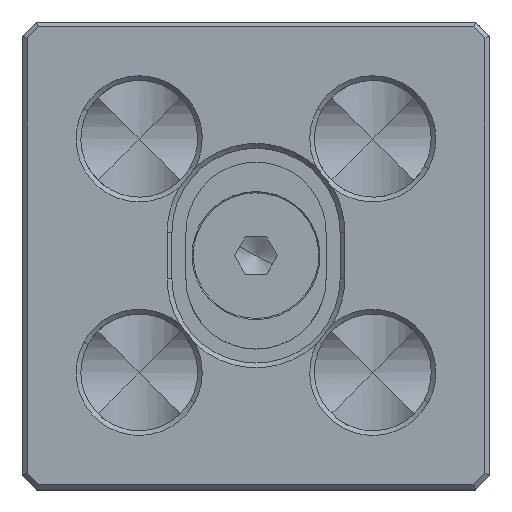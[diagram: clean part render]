
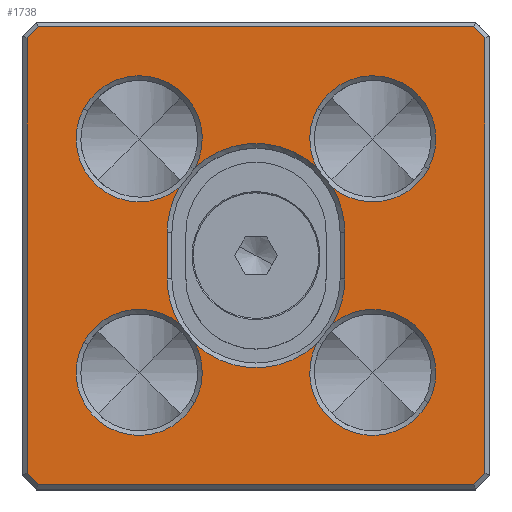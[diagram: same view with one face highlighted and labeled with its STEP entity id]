
A CAD part, top view. The second image highlights one B-rep face of the part: STEP entity #1738.
In plain terms, the highlighted planar face has unit normal (0, 0, 1).
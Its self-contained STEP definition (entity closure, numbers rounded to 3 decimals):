
#1272=AXIS2_PLACEMENT_3D('Circle Axis2P3D',#1270,#1271,$) ;
#1424=AXIS2_PLACEMENT_3D('Circle Axis2P3D',#1422,#1423,$) ;
#1443=AXIS2_PLACEMENT_3D('Circle Axis2P3D',#1441,#1442,$) ;
#1544=AXIS2_PLACEMENT_3D('Circle Axis2P3D',#1542,#1543,$) ;
#1558=AXIS2_PLACEMENT_3D('Plane Axis2P3D',#1555,#1556,#1557) ;
#1628=AXIS2_PLACEMENT_3D('Circle Axis2P3D',#1626,#1627,$) ;
#1637=AXIS2_PLACEMENT_3D('Circle Axis2P3D',#1635,#1636,$) ;
#1644=AXIS2_PLACEMENT_3D('Circle Axis2P3D',#1642,#1643,$) ;
#1651=AXIS2_PLACEMENT_3D('Circle Axis2P3D',#1649,#1650,$) ;
#1665=AXIS2_PLACEMENT_3D('Circle Axis2P3D',#1663,#1664,$) ;
#1672=AXIS2_PLACEMENT_3D('Circle Axis2P3D',#1670,#1671,$) ;
#1679=AXIS2_PLACEMENT_3D('Circle Axis2P3D',#1677,#1678,$) ;
#1686=AXIS2_PLACEMENT_3D('Circle Axis2P3D',#1684,#1685,$) ;
#1691=AXIS2_PLACEMENT_3D('Circle Axis2P3D',#1689,#1690,$) ;
#1696=AXIS2_PLACEMENT_3D('Circle Axis2P3D',#1694,#1695,$) ;
#1710=AXIS2_PLACEMENT_3D('Circle Axis2P3D',#1708,#1709,$) ;
#1715=AXIS2_PLACEMENT_3D('Circle Axis2P3D',#1713,#1714,$) ;
#1265=CARTESIAN_POINT('Vertex',(6.48,-9.447,40.)) ;
#1270=CARTESIAN_POINT('Axis2P3D Location',(12.5,-12.5,40.)) ;
#1274=CARTESIAN_POINT('Vertex',(18.424,-15.736,40.)) ;
#1417=CARTESIAN_POINT('Vertex',(8.2,7.297,40.)) ;
#1419=CARTESIAN_POINT('Vertex',(6.48,9.447,40.)) ;
#1422=CARTESIAN_POINT('Axis2P3D Location',(12.5,12.5,40.)) ;
#1426=CARTESIAN_POINT('Vertex',(18.424,9.264,40.)) ;
#1438=CARTESIAN_POINT('Vertex',(6.576,15.736,40.)) ;
#1441=CARTESIAN_POINT('Axis2P3D Location',(12.5,12.5,40.)) ;
#1534=CARTESIAN_POINT('Vertex',(8.2,-7.297,40.)) ;
#1542=CARTESIAN_POINT('Axis2P3D Location',(12.5,-12.5,40.)) ;
#1555=CARTESIAN_POINT('Axis2P3D Location',(0.,0.,40.)) ;
#1560=CARTESIAN_POINT('Line Origine',(24.5,0.,40.)) ;
#1564=CARTESIAN_POINT('Vertex',(24.5,-23.293,40.)) ;
#1566=CARTESIAN_POINT('Vertex',(24.5,23.293,40.)) ;
#1569=CARTESIAN_POINT('Line Origine',(23.896,23.896,40.)) ;
#1573=CARTESIAN_POINT('Vertex',(23.293,24.5,40.)) ;
#1576=CARTESIAN_POINT('Line Origine',(0.,24.5,40.)) ;
#1580=CARTESIAN_POINT('Vertex',(-23.293,24.5,40.)) ;
#1583=CARTESIAN_POINT('Line Origine',(-23.896,23.896,40.)) ;
#1587=CARTESIAN_POINT('Vertex',(-24.5,23.293,40.)) ;
#1590=CARTESIAN_POINT('Line Origine',(-24.5,0.,40.)) ;
#1594=CARTESIAN_POINT('Vertex',(-24.5,-23.293,40.)) ;
#1597=CARTESIAN_POINT('Line Origine',(-23.896,-23.896,40.)) ;
#1601=CARTESIAN_POINT('Vertex',(-23.293,-24.5,40.)) ;
#1604=CARTESIAN_POINT('Line Origine',(0.,-24.5,40.)) ;
#1608=CARTESIAN_POINT('Vertex',(23.293,-24.5,40.)) ;
#1611=CARTESIAN_POINT('Line Origine',(23.896,-23.896,40.)) ;
#1626=CARTESIAN_POINT('Axis2P3D Location',(-12.5,-12.5,40.)) ;
#1630=CARTESIAN_POINT('Vertex',(-6.576,-15.736,40.)) ;
#1632=CARTESIAN_POINT('Vertex',(-6.48,-9.447,40.)) ;
#1635=CARTESIAN_POINT('Axis2P3D Location',(-12.5,-12.5,40.)) ;
#1639=CARTESIAN_POINT('Vertex',(-18.424,-9.264,40.)) ;
#1642=CARTESIAN_POINT('Axis2P3D Location',(-12.5,-12.5,40.)) ;
#1646=CARTESIAN_POINT('Vertex',(-8.2,-7.297,40.)) ;
#1649=CARTESIAN_POINT('Axis2P3D Location',(0.,-2.5,40.)) ;
#1653=CARTESIAN_POINT('Vertex',(-9.5,-2.5,40.)) ;
#1656=CARTESIAN_POINT('Line Origine',(-9.5,0.,40.)) ;
#1660=CARTESIAN_POINT('Vertex',(-9.5,2.5,40.)) ;
#1663=CARTESIAN_POINT('Axis2P3D Location',(0.,2.5,40.)) ;
#1667=CARTESIAN_POINT('Vertex',(-8.2,7.297,40.)) ;
#1670=CARTESIAN_POINT('Axis2P3D Location',(-12.5,12.5,40.)) ;
#1674=CARTESIAN_POINT('Vertex',(-18.424,15.736,40.)) ;
#1677=CARTESIAN_POINT('Axis2P3D Location',(-12.5,12.5,40.)) ;
#1681=CARTESIAN_POINT('Vertex',(-6.48,9.447,40.)) ;
#1684=CARTESIAN_POINT('Axis2P3D Location',(0.,2.5,40.)) ;
#1689=CARTESIAN_POINT('Axis2P3D Location',(12.5,12.5,40.)) ;
#1694=CARTESIAN_POINT('Axis2P3D Location',(0.,2.5,40.)) ;
#1698=CARTESIAN_POINT('Vertex',(9.5,2.5,40.)) ;
#1701=CARTESIAN_POINT('Line Origine',(9.5,0.,40.)) ;
#1705=CARTESIAN_POINT('Vertex',(9.5,-2.5,40.)) ;
#1708=CARTESIAN_POINT('Axis2P3D Location',(0.,-2.5,40.)) ;
#1713=CARTESIAN_POINT('Axis2P3D Location',(0.,-2.5,40.)) ;
#1271=DIRECTION('Axis2P3D Direction',(0.,-0.,1.)) ;
#1423=DIRECTION('Axis2P3D Direction',(0.,0.,1.)) ;
#1442=DIRECTION('Axis2P3D Direction',(0.,0.,1.)) ;
#1543=DIRECTION('Axis2P3D Direction',(0.,0.,1.)) ;
#1556=DIRECTION('Axis2P3D Direction',(0.,0.,1.)) ;
#1557=DIRECTION('Axis2P3D XDirection',(1.,0.,0.)) ;
#1561=DIRECTION('Vector Direction',(0.,1.,0.)) ;
#1570=DIRECTION('Vector Direction',(-0.707,0.707,0.)) ;
#1577=DIRECTION('Vector Direction',(-1.,0.,0.)) ;
#1584=DIRECTION('Vector Direction',(-0.707,-0.707,0.)) ;
#1591=DIRECTION('Vector Direction',(0.,-1.,0.)) ;
#1598=DIRECTION('Vector Direction',(0.707,-0.707,0.)) ;
#1605=DIRECTION('Vector Direction',(1.,0.,0.)) ;
#1612=DIRECTION('Vector Direction',(0.707,0.707,0.)) ;
#1627=DIRECTION('Axis2P3D Direction',(0.,0.,1.)) ;
#1636=DIRECTION('Axis2P3D Direction',(0.,0.,1.)) ;
#1643=DIRECTION('Axis2P3D Direction',(0.,0.,1.)) ;
#1650=DIRECTION('Axis2P3D Direction',(0.,0.,1.)) ;
#1657=DIRECTION('Vector Direction',(0.,-1.,0.)) ;
#1664=DIRECTION('Axis2P3D Direction',(0.,0.,1.)) ;
#1671=DIRECTION('Axis2P3D Direction',(0.,0.,1.)) ;
#1678=DIRECTION('Axis2P3D Direction',(0.,0.,1.)) ;
#1685=DIRECTION('Axis2P3D Direction',(0.,0.,1.)) ;
#1690=DIRECTION('Axis2P3D Direction',(0.,0.,1.)) ;
#1695=DIRECTION('Axis2P3D Direction',(0.,0.,1.)) ;
#1702=DIRECTION('Vector Direction',(0.,1.,0.)) ;
#1709=DIRECTION('Axis2P3D Direction',(0.,0.,1.)) ;
#1714=DIRECTION('Axis2P3D Direction',(0.,0.,1.)) ;
#1562=VECTOR('Line Direction',#1561,1.) ;
#1571=VECTOR('Line Direction',#1570,1.) ;
#1578=VECTOR('Line Direction',#1577,1.) ;
#1585=VECTOR('Line Direction',#1584,1.) ;
#1592=VECTOR('Line Direction',#1591,1.) ;
#1599=VECTOR('Line Direction',#1598,1.) ;
#1606=VECTOR('Line Direction',#1605,1.) ;
#1613=VECTOR('Line Direction',#1612,1.) ;
#1658=VECTOR('Line Direction',#1657,1.) ;
#1703=VECTOR('Line Direction',#1702,1.) ;
#1617=ORIENTED_EDGE('',*,*,#1568,.T.) ;
#1618=ORIENTED_EDGE('',*,*,#1575,.T.) ;
#1619=ORIENTED_EDGE('',*,*,#1582,.T.) ;
#1620=ORIENTED_EDGE('',*,*,#1589,.T.) ;
#1621=ORIENTED_EDGE('',*,*,#1596,.T.) ;
#1622=ORIENTED_EDGE('',*,*,#1603,.T.) ;
#1623=ORIENTED_EDGE('',*,*,#1610,.T.) ;
#1624=ORIENTED_EDGE('',*,*,#1615,.T.) ;
#1719=ORIENTED_EDGE('',*,*,#1634,.F.) ;
#1720=ORIENTED_EDGE('',*,*,#1641,.F.) ;
#1721=ORIENTED_EDGE('',*,*,#1648,.F.) ;
#1722=ORIENTED_EDGE('',*,*,#1655,.F.) ;
#1723=ORIENTED_EDGE('',*,*,#1662,.F.) ;
#1724=ORIENTED_EDGE('',*,*,#1669,.F.) ;
#1725=ORIENTED_EDGE('',*,*,#1676,.F.) ;
#1726=ORIENTED_EDGE('',*,*,#1683,.F.) ;
#1727=ORIENTED_EDGE('',*,*,#1688,.F.) ;
#1728=ORIENTED_EDGE('',*,*,#1445,.F.) ;
#1729=ORIENTED_EDGE('',*,*,#1693,.F.) ;
#1730=ORIENTED_EDGE('',*,*,#1428,.F.) ;
#1731=ORIENTED_EDGE('',*,*,#1700,.F.) ;
#1732=ORIENTED_EDGE('',*,*,#1707,.F.) ;
#1733=ORIENTED_EDGE('',*,*,#1712,.F.) ;
#1734=ORIENTED_EDGE('',*,*,#1546,.F.) ;
#1735=ORIENTED_EDGE('',*,*,#1276,.F.) ;
#1736=ORIENTED_EDGE('',*,*,#1717,.F.) ;
#1737=FACE_BOUND('',#1718,.T.) ;
#1738=ADVANCED_FACE('KA079562-0-05-0001_A\\',(#1625,#1737),#1559,.T.) ;
#1273=CIRCLE('generated circle',#1272,6.75) ;
#1425=CIRCLE('generated circle',#1424,6.75) ;
#1444=CIRCLE('generated circle',#1443,6.75) ;
#1545=CIRCLE('generated circle',#1544,6.75) ;
#1629=CIRCLE('generated circle',#1628,6.75) ;
#1638=CIRCLE('generated circle',#1637,6.75) ;
#1645=CIRCLE('generated circle',#1644,6.75) ;
#1652=CIRCLE('generated circle',#1651,9.5) ;
#1666=CIRCLE('generated circle',#1665,9.5) ;
#1673=CIRCLE('generated circle',#1672,6.75) ;
#1680=CIRCLE('generated circle',#1679,6.75) ;
#1687=CIRCLE('generated circle',#1686,9.5) ;
#1692=CIRCLE('generated circle',#1691,6.75) ;
#1697=CIRCLE('generated circle',#1696,9.5) ;
#1711=CIRCLE('generated circle',#1710,9.5) ;
#1716=CIRCLE('generated circle',#1715,9.5) ;
#1276=EDGE_CURVE('',#1266,#1275,#1273,.T.) ;
#1428=EDGE_CURVE('',#1418,#1427,#1425,.T.) ;
#1445=EDGE_CURVE('',#1439,#1420,#1444,.T.) ;
#1546=EDGE_CURVE('',#1275,#1535,#1545,.T.) ;
#1568=EDGE_CURVE('',#1565,#1567,#1563,.T.) ;
#1575=EDGE_CURVE('',#1567,#1574,#1572,.T.) ;
#1582=EDGE_CURVE('',#1574,#1581,#1579,.T.) ;
#1589=EDGE_CURVE('',#1581,#1588,#1586,.T.) ;
#1596=EDGE_CURVE('',#1588,#1595,#1593,.T.) ;
#1603=EDGE_CURVE('',#1595,#1602,#1600,.T.) ;
#1610=EDGE_CURVE('',#1602,#1609,#1607,.T.) ;
#1615=EDGE_CURVE('',#1609,#1565,#1614,.T.) ;
#1634=EDGE_CURVE('',#1631,#1633,#1629,.T.) ;
#1641=EDGE_CURVE('',#1640,#1631,#1638,.T.) ;
#1648=EDGE_CURVE('',#1647,#1640,#1645,.T.) ;
#1655=EDGE_CURVE('',#1654,#1647,#1652,.T.) ;
#1662=EDGE_CURVE('',#1661,#1654,#1659,.T.) ;
#1669=EDGE_CURVE('',#1668,#1661,#1666,.T.) ;
#1676=EDGE_CURVE('',#1675,#1668,#1673,.T.) ;
#1683=EDGE_CURVE('',#1682,#1675,#1680,.T.) ;
#1688=EDGE_CURVE('',#1420,#1682,#1687,.T.) ;
#1693=EDGE_CURVE('',#1427,#1439,#1692,.T.) ;
#1700=EDGE_CURVE('',#1699,#1418,#1697,.T.) ;
#1707=EDGE_CURVE('',#1706,#1699,#1704,.T.) ;
#1712=EDGE_CURVE('',#1535,#1706,#1711,.T.) ;
#1717=EDGE_CURVE('',#1633,#1266,#1716,.T.) ;
#1616=EDGE_LOOP('',(#1617,#1618,#1619,#1620,#1621,#1622,#1623,#1624)) ;
#1718=EDGE_LOOP('',(#1719,#1720,#1721,#1722,#1723,#1724,#1725,#1726,#1727,#1728,#1729,#1730,#1731,#1732,#1733,#1734,#1735,#1736)) ;
#1625=FACE_OUTER_BOUND('',#1616,.T.) ;
#1563=LINE('Line',#1560,#1562) ;
#1572=LINE('Line',#1569,#1571) ;
#1579=LINE('Line',#1576,#1578) ;
#1586=LINE('Line',#1583,#1585) ;
#1593=LINE('Line',#1590,#1592) ;
#1600=LINE('Line',#1597,#1599) ;
#1607=LINE('Line',#1604,#1606) ;
#1614=LINE('Line',#1611,#1613) ;
#1659=LINE('Line',#1656,#1658) ;
#1704=LINE('Line',#1701,#1703) ;
#1559=PLANE('Plane',#1558) ;
#1266=VERTEX_POINT('',#1265) ;
#1275=VERTEX_POINT('',#1274) ;
#1418=VERTEX_POINT('',#1417) ;
#1420=VERTEX_POINT('',#1419) ;
#1427=VERTEX_POINT('',#1426) ;
#1439=VERTEX_POINT('',#1438) ;
#1535=VERTEX_POINT('',#1534) ;
#1565=VERTEX_POINT('',#1564) ;
#1567=VERTEX_POINT('',#1566) ;
#1574=VERTEX_POINT('',#1573) ;
#1581=VERTEX_POINT('',#1580) ;
#1588=VERTEX_POINT('',#1587) ;
#1595=VERTEX_POINT('',#1594) ;
#1602=VERTEX_POINT('',#1601) ;
#1609=VERTEX_POINT('',#1608) ;
#1631=VERTEX_POINT('',#1630) ;
#1633=VERTEX_POINT('',#1632) ;
#1640=VERTEX_POINT('',#1639) ;
#1647=VERTEX_POINT('',#1646) ;
#1654=VERTEX_POINT('',#1653) ;
#1661=VERTEX_POINT('',#1660) ;
#1668=VERTEX_POINT('',#1667) ;
#1675=VERTEX_POINT('',#1674) ;
#1682=VERTEX_POINT('',#1681) ;
#1699=VERTEX_POINT('',#1698) ;
#1706=VERTEX_POINT('',#1705) ;
